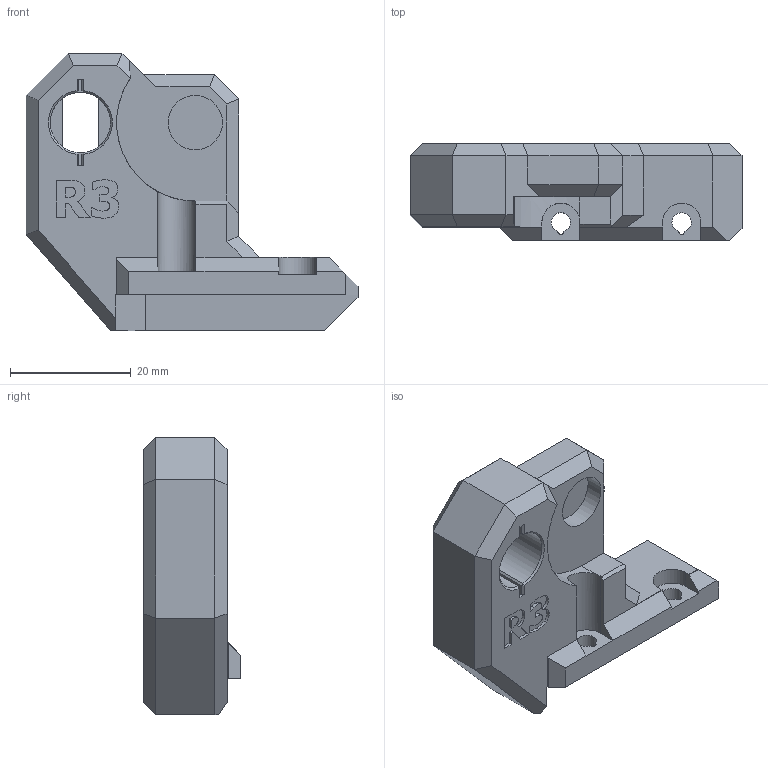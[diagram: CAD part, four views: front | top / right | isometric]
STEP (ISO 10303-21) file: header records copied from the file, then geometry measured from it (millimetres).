
FILE_DESCRIPTION(/* description */ (''),/* implementation_level */ '2;1');
FILE_NAME(/* name */ 'z-top-left-R3.stp',/* time_stamp */ '2023-09-01T08:32:39+02:00',/* author */ ('matyas.moudry'),/* organization */ (''),/* preprocessor_version */ 'ST-DEVELOPER v19',/* originating_system */ 'Autodesk Inventor 2023',/* authorisation */ '');
FILE_SCHEMA (('AUTOMOTIVE_DESIGN { 1 0 10303 214 3 1 1 }'));
Length unit declared in the file: millimetre
Products named in the file (1): z-top-left-F1
Bounding box: 55 x 16 x 46 mm (x, y, z)
Volume: 16396.4 mm3; surface area: 6187.8 mm2
Topology: 1 solids, 1 shells, 150 faces, 396 edges, 252 vertices
Faces by surface type: plane 109, bspline 27, cylinder 12, cone 2
Full cylindrical faces by diameter (mm): 9 x1, 10 x1
Entity records: 4768 total; most frequent: CARTESIAN_POINT 1175, ORIENTED_EDGE 792, DIRECTION 624, EDGE_CURVE 396, LINE 298, VECTOR 298, VERTEX_POINT 252, AXIS2_PLACEMENT_3D 163
